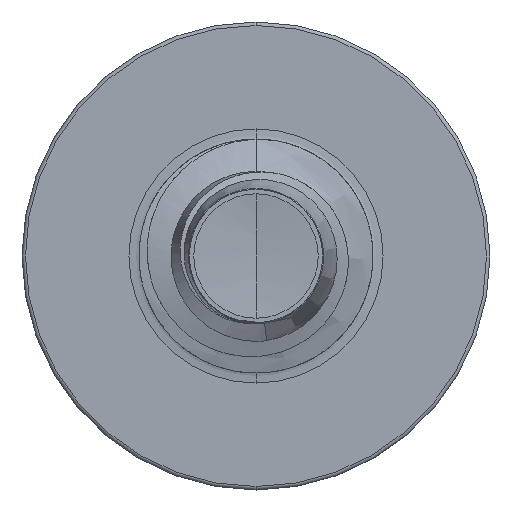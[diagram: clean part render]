
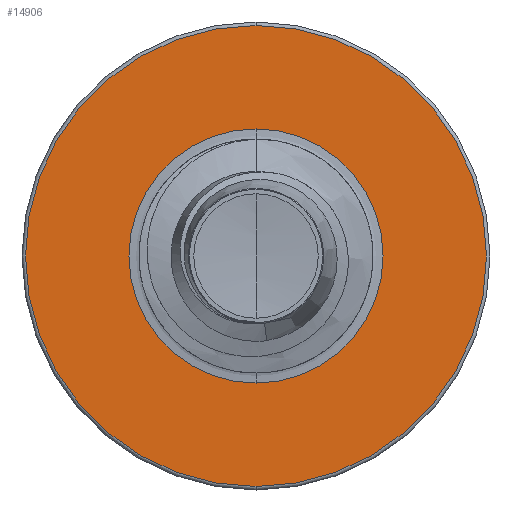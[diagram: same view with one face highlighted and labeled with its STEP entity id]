
A CAD part, front view. The second image highlights one B-rep face of the part: STEP entity #14906.
In plain terms, the highlighted planar face has unit normal (0, -1, 0).
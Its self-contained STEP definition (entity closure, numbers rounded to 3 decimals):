
#557 = DIRECTION ( 'NONE',  ( 0., 0., 1. ) ) ;
#601 = CARTESIAN_POINT ( 'NONE',  ( 0., 7., 0. ) ) ;
#939 = CIRCLE ( 'NONE', #9233, 1.086 ) ;
#976 = CARTESIAN_POINT ( 'NONE',  ( 0., 7., 1.086 ) ) ;
#1040 = DIRECTION ( 'NONE',  ( 0., 1., 0. ) ) ;
#1080 = CARTESIAN_POINT ( 'NONE',  ( 0., 7., -1.086 ) ) ;
#1321 = CARTESIAN_POINT ( 'NONE',  ( 0., 7., 0. ) ) ;
#1592 = EDGE_CURVE ( 'NONE', #4824, #4433, #939, .T. ) ;
#1827 = DIRECTION ( 'NONE',  ( 0., 0., 1. ) ) ;
#2343 = CARTESIAN_POINT ( 'NONE',  ( 0., 7., 0. ) ) ;
#2523 = DIRECTION ( 'NONE',  ( 0., 0., 1. ) ) ;
#2606 = ORIENTED_EDGE ( 'NONE', *, *, #14076, .T. ) ;
#3541 = DIRECTION ( 'NONE',  ( 0., 0., 1. ) ) ;
#3841 = ORIENTED_EDGE ( 'NONE', *, *, #7760, .F. ) ;
#4433 = VERTEX_POINT ( 'NONE', #976 ) ;
#4465 = EDGE_LOOP ( 'NONE', ( #2606, #8209 ) ) ;
#4510 = EDGE_LOOP ( 'NONE', ( #3841, #5133 ) ) ;
#4824 = VERTEX_POINT ( 'NONE', #1080 ) ;
#5102 = CIRCLE ( 'NONE', #8246, 1.97 ) ;
#5114 = VERTEX_POINT ( 'NONE', #10817 ) ;
#5133 = ORIENTED_EDGE ( 'NONE', *, *, #6372, .F. ) ;
#5620 = CARTESIAN_POINT ( 'NONE',  ( 0., 7., -1.97 ) ) ;
#5708 = AXIS2_PLACEMENT_3D ( 'NONE', #5792, #1040, #9305 ) ;
#5792 = CARTESIAN_POINT ( 'NONE',  ( 0., 7., -1.086 ) ) ;
#6372 = EDGE_CURVE ( 'NONE', #10562, #5114, #5102, .T. ) ;
#7681 = DIRECTION ( 'NONE',  ( 0., 1., 0. ) ) ;
#7760 = EDGE_CURVE ( 'NONE', #5114, #10562, #8033, .T. ) ;
#8033 = CIRCLE ( 'NONE', #12526, 1.97 ) ;
#8209 = ORIENTED_EDGE ( 'NONE', *, *, #1592, .T. ) ;
#8246 = AXIS2_PLACEMENT_3D ( 'NONE', #601, #8896, #1827 ) ;
#8896 = DIRECTION ( 'NONE',  ( 0., 1., 0. ) ) ;
#9233 = AXIS2_PLACEMENT_3D ( 'NONE', #2343, #10522, #3541 ) ;
#9305 = DIRECTION ( 'NONE',  ( 0., 0., 1. ) ) ;
#9568 = DIRECTION ( 'NONE',  ( 0., 1., 0. ) ) ;
#9880 = AXIS2_PLACEMENT_3D ( 'NONE', #14395, #7681, #557 ) ;
#10522 = DIRECTION ( 'NONE',  ( 0., 1., 0. ) ) ;
#10562 = VERTEX_POINT ( 'NONE', #5620 ) ;
#10817 = CARTESIAN_POINT ( 'NONE',  ( 0., 7., 1.97 ) ) ;
#12526 = AXIS2_PLACEMENT_3D ( 'NONE', #1321, #9568, #2523 ) ;
#12667 = PLANE ( 'NONE',  #5708 ) ;
#13819 = CIRCLE ( 'NONE', #9880, 1.086 ) ;
#14076 = EDGE_CURVE ( 'NONE', #4433, #4824, #13819, .T. ) ;
#14334 = FACE_OUTER_BOUND ( 'NONE', #4510, .T. ) ;
#14395 = CARTESIAN_POINT ( 'NONE',  ( 0., 7., 0. ) ) ;
#14468 = FACE_BOUND ( 'NONE', #4465, .T. ) ;
#14906 = ADVANCED_FACE ( 'NONE', ( #14334, #14468 ), #12667, .F. ) ;
